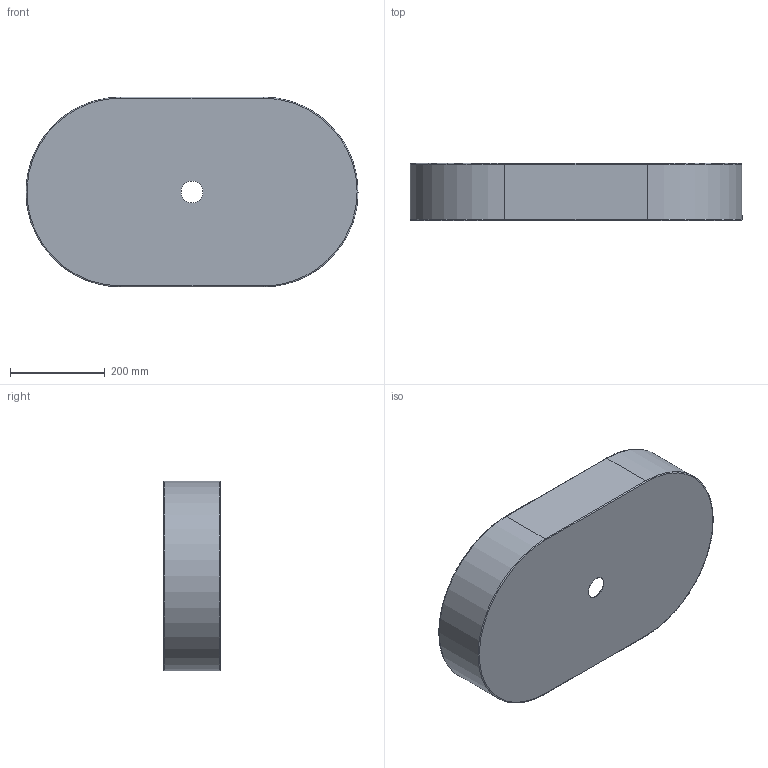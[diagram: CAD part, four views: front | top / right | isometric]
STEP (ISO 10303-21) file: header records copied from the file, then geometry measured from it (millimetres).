
FILE_DESCRIPTION (( 'STEP AP214' ), '1' );
FILE_NAME ('OVA-870070.STEP', '2018-09-20T09:23:56', ( 'User' ), ( '' ), 'SwSTEP 2.0', 'SolidWorks 2017', '' );
FILE_SCHEMA (( 'AUTOMOTIVE_DESIGN' ));
Length unit declared in the file: millimetre
Products named in the file (2): OVA-870070
Bounding box: 700 x 120 x 400 mm (x, y, z)
Volume: 10534162.8 mm3; surface area: 798273.6 mm2
Topology: 1 solids, 1 shells, 30 faces, 69 edges, 42 vertices
Faces by surface type: cylinder 12, bspline 11, plane 5, cone 2
Entity records: 1544 total; most frequent: CARTESIAN_POINT 855, ORIENTED_EDGE 138, DIRECTION 136, EDGE_CURVE 69, AXIS2_PLACEMENT_3D 57, VERTEX_POINT 42, CIRCLE 36, EDGE_LOOP 33
